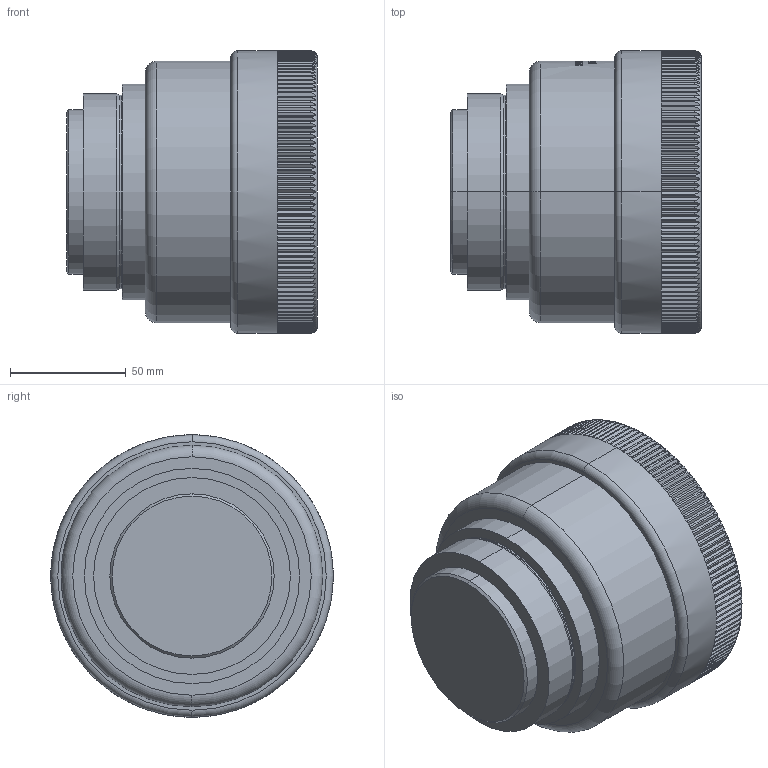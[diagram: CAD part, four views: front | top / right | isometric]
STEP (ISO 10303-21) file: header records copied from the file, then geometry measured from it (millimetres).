
FILE_DESCRIPTION (( 'STEP AP203' ), '1' );
FILE_NAME ('S4LFT1330_373.STEP', '2019-07-16T08:34:49', ( '' ), ( '' ), 'SwSTEP 2.0', 'SolidWorks 2017', '' );
FILE_SCHEMA (( 'CONFIG_CONTROL_DESIGN' ));
Products named in the file (1): S4LFT1330_373
Bounding box: 108.4 x 122 x 122 mm (x, y, z)
Volume: 993941.7 mm3; surface area: 60108.9 mm2
Topology: 1 solids, 1 shells, 885 faces, 2260 edges, 1408 vertices
Faces by surface type: plane 536, cylinder 179, bspline 156, torus 10, cone 4
Entity records: 57081 total; most frequent: CARTESIAN_POINT 36993, ORIENTED_EDGE 4520, DIRECTION 3635, EDGE_CURVE 2260, VERTEX_POINT 1408, AXIS2_PLACEMENT_3D 1294, VECTOR 1047, LINE 1047
